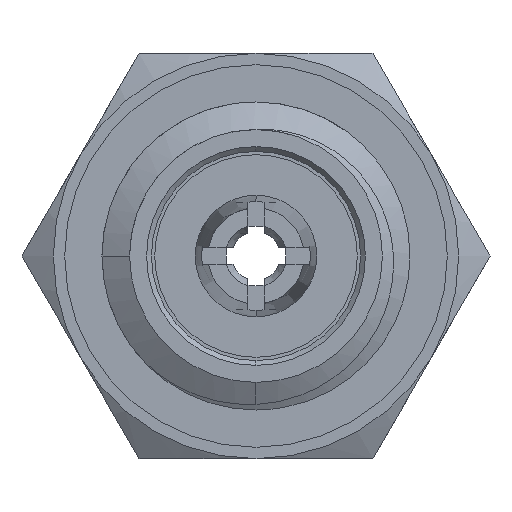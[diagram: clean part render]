
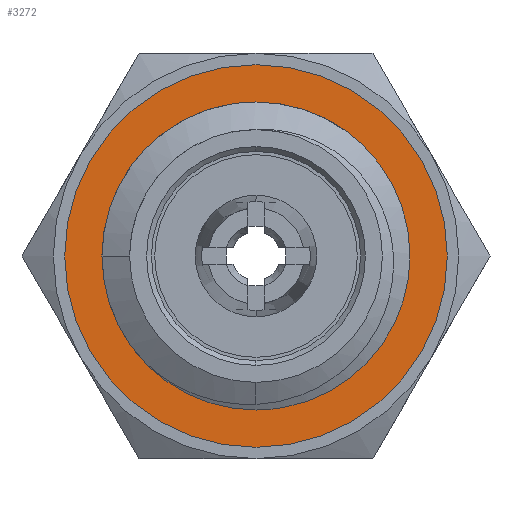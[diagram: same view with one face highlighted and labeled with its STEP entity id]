
A CAD part, left-side view. The second image highlights one B-rep face of the part: STEP entity #3272.
In plain terms, the highlighted planar face has unit normal (-1, 0, 0).
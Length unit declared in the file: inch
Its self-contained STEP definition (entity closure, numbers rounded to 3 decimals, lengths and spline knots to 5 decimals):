
#27 = ORIENTED_EDGE ( 'NONE', *, *, #3563, .F. ) ;
#43 = DIRECTION ( 'NONE',  ( 0., -1., 0. ) ) ;
#66 = DIRECTION ( 'NONE',  ( -1., 0., 0. ) ) ;
#147 = VERTEX_POINT ( 'NONE', #1051 ) ;
#174 = EDGE_LOOP ( 'NONE', ( #681, #3341 ) ) ;
#175 = CIRCLE ( 'NONE', #2167, 0.118 ) ;
#241 = EDGE_LOOP ( 'NONE', ( #2978, #27 ) ) ;
#658 = CARTESIAN_POINT ( 'NONE',  ( -0.0735, 0., 0. ) ) ;
#681 = ORIENTED_EDGE ( 'NONE', *, *, #2010, .T. ) ;
#914 = CIRCLE ( 'NONE', #2597, 0.0785 ) ;
#996 = DIRECTION ( 'NONE',  ( -1., 0., 0. ) ) ;
#1051 = CARTESIAN_POINT ( 'NONE',  ( -0.0735, 0.0785, 0. ) ) ;
#1251 = CARTESIAN_POINT ( 'NONE',  ( -0.0735, -0.118, 0. ) ) ;
#1696 = CARTESIAN_POINT ( 'NONE',  ( -0.0735, 0., 0. ) ) ;
#1821 = EDGE_CURVE ( 'NONE', #4366, #147, #914, .T. ) ;
#1838 = CARTESIAN_POINT ( 'NONE',  ( -0.0735, 0., 0. ) ) ;
#1970 = EDGE_CURVE ( 'NONE', #2659, #4355, #2260, .T. ) ;
#2010 = EDGE_CURVE ( 'NONE', #4355, #2659, #175, .T. ) ;
#2041 = CIRCLE ( 'NONE', #4970, 0.0785 ) ;
#2106 = DIRECTION ( 'NONE',  ( 1., 0., 0. ) ) ;
#2128 = CARTESIAN_POINT ( 'NONE',  ( -0.0735, 0., 0. ) ) ;
#2167 = AXIS2_PLACEMENT_3D ( 'NONE', #658, #3083, #2580 ) ;
#2260 = CIRCLE ( 'NONE', #3106, 0.118 ) ;
#2356 = CARTESIAN_POINT ( 'NONE',  ( -0.0735, 0.118, 0. ) ) ;
#2455 = CARTESIAN_POINT ( 'NONE',  ( -0.0735, 0.0785, 0. ) ) ;
#2580 = DIRECTION ( 'NONE',  ( 0., -1., 0. ) ) ;
#2597 = AXIS2_PLACEMENT_3D ( 'NONE', #2128, #66, #43 ) ;
#2609 = DIRECTION ( 'NONE',  ( 0., -1., 0. ) ) ;
#2659 = VERTEX_POINT ( 'NONE', #2356 ) ;
#2937 = PLANE ( 'NONE',  #3967 ) ;
#2978 = ORIENTED_EDGE ( 'NONE', *, *, #1821, .F. ) ;
#3030 = DIRECTION ( 'NONE',  ( 0., 1., 0. ) ) ;
#3083 = DIRECTION ( 'NONE',  ( -1., 0., 0. ) ) ;
#3106 = AXIS2_PLACEMENT_3D ( 'NONE', #1838, #996, #2609 ) ;
#3272 = ADVANCED_FACE ( 'NONE', ( #3294, #4088 ), #2937, .F. ) ;
#3294 = FACE_BOUND ( 'NONE', #241, .T. ) ;
#3341 = ORIENTED_EDGE ( 'NONE', *, *, #1970, .T. ) ;
#3563 = EDGE_CURVE ( 'NONE', #147, #4366, #2041, .T. ) ;
#3730 = CARTESIAN_POINT ( 'NONE',  ( -0.0735, -0.0785, 0. ) ) ;
#3758 = DIRECTION ( 'NONE',  ( 0., -1., 0. ) ) ;
#3967 = AXIS2_PLACEMENT_3D ( 'NONE', #2455, #2106, #3030 ) ;
#4088 = FACE_OUTER_BOUND ( 'NONE', #174, .T. ) ;
#4355 = VERTEX_POINT ( 'NONE', #1251 ) ;
#4366 = VERTEX_POINT ( 'NONE', #3730 ) ;
#4510 = DIRECTION ( 'NONE',  ( -1., 0., 0. ) ) ;
#4970 = AXIS2_PLACEMENT_3D ( 'NONE', #1696, #4510, #3758 ) ;
